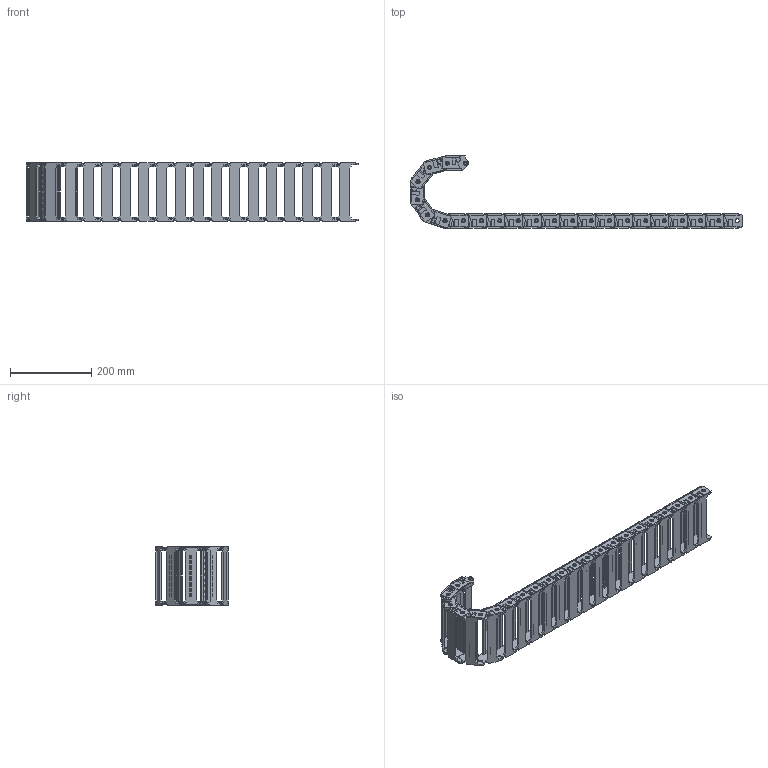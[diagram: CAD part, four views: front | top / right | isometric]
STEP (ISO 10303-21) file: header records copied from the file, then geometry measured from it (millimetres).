
FILE_DESCRIPTION (( 'STEP AP214' ), '1' );
FILE_NAME ('CDC-10X49R28N.STEP', '2025-04-03T16:57:51', ( '' ), ( '' ), 'SwSTEP 2.0', 'SolidWorks 2024', '' );
FILE_SCHEMA (( 'AUTOMOTIVE_DESIGN' ));
Length unit declared in the file: millimetre
Products named in the file (1): CDC-10X49R28N
Bounding box: 818.26 x 178.14 x 143 mm (x, y, z)
Volume: 913058.9 mm3; surface area: 573607.1 mm2
Topology: 22 solids, 22 shells, 6160 faces, 17820 edges, 11880 vertices
Faces by surface type: plane 5060, cylinder 1100
Entity records: 200988 total; most frequent: CARTESIAN_POINT 35861, ORIENTED_EDGE 35640, DIRECTION 32430, EDGE_CURVE 17820, LINE 15532, VECTOR 15532, VERTEX_POINT 11880, AXIS2_PLACEMENT_3D 8449
